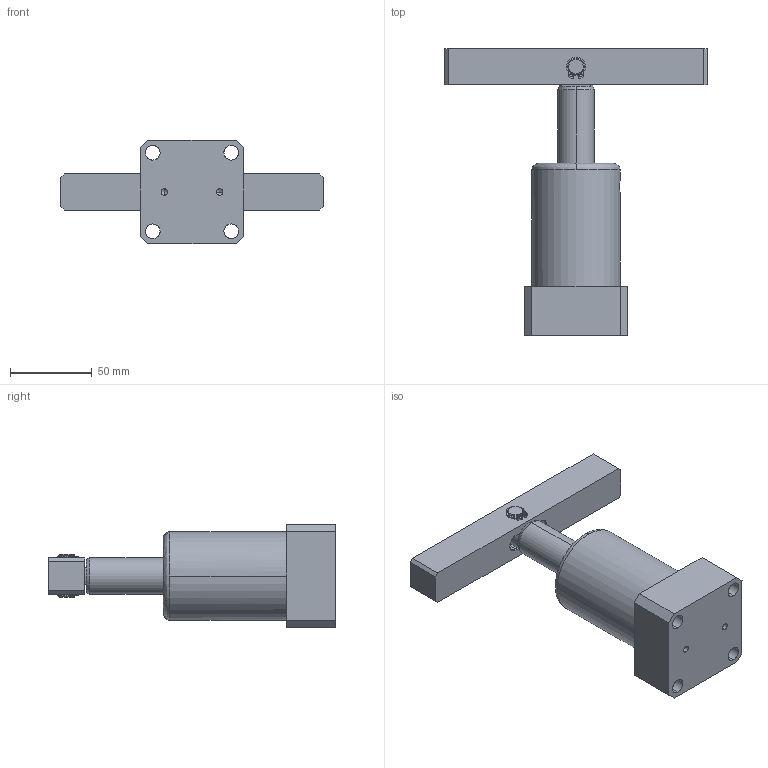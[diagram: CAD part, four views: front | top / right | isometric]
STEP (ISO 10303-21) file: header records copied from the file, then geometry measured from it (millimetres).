
FILE_DESCRIPTION (( 'STEP AP203' ), '1' );
FILE_NAME ('chs-40d-e_asm.STEP', '2019-04-19T00:56:58', ( '' ), ( '' ), 'SwSTEP 2.0', 'SolidWorks 2017', '' );
FILE_SCHEMA (( 'CONFIG_CONTROL_DESIGN' ));
Length unit declared in the file: millimetre
Products named in the file (6): CHS-40-03-E; chs-40d-e_asm; 12轴用挡圈; CHS-40D-01_1; XIAO; CHS-40D-02-E
Assembly tree (6 placements, depth 2):
  chs-40d-e_asm
    CHS-40-03-E
    CHS-40D-02-E
    CHS-40D-01_1
    XIAO
    12轴用挡圈  x2
Bounding box: 160 x 175 x 63 mm (x, y, z)
Volume: 322883.6 mm3; surface area: 73479.9 mm2
Topology: 7 solids, 7 shells, 243 faces, 703 edges, 480 vertices
Faces by surface type: cylinder 87, cone 82, plane 58, bspline 16
Entity records: 16687 total; most frequent: CARTESIAN_POINT 10699, ORIENTED_EDGE 1262, DIRECTION 893, EDGE_CURVE 631, VERTEX_POINT 436, AXIS2_PLACEMENT_3D 346, B_SPLINE_CURVE_WITH_KNOTS 292, EDGE_LOOP 251
